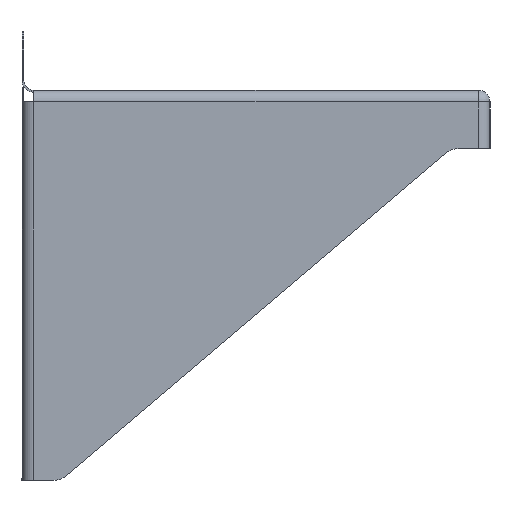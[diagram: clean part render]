
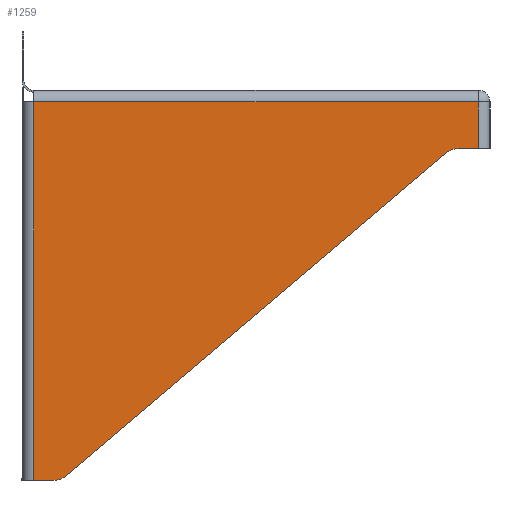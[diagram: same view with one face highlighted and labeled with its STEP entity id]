
A CAD part, left-side view. The second image highlights one B-rep face of the part: STEP entity #1259.
In plain terms, the highlighted planar face has unit normal (-1, 0, 0).
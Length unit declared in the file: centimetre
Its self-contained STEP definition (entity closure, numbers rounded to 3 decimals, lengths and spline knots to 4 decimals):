
#75=PLANE('',#1404);
#176=LINE('',#2098,#295);
#179=LINE('',#2108,#298);
#187=LINE('',#2132,#306);
#188=LINE('',#2135,#307);
#189=LINE('',#2137,#308);
#190=LINE('',#2138,#309);
#295=VECTOR('',#1725,1.);
#298=VECTOR('',#1738,1.);
#306=VECTOR('',#1762,1.);
#307=VECTOR('',#1765,1.);
#308=VECTOR('',#1766,1.);
#309=VECTOR('',#1767,1.);
#412=FACE_OUTER_BOUND('',#497,.T.);
#497=EDGE_LOOP('',(#1135,#1136,#1137,#1138,#1139,#1140,#1141,#1142));
#559=CIRCLE('',#1398,1.27);
#561=CIRCLE('',#1402,1.27);
#649=VERTEX_POINT('',#2088);
#650=VERTEX_POINT('',#2092);
#652=VERTEX_POINT('',#2106);
#654=VERTEX_POINT('',#2112);
#659=VERTEX_POINT('',#2126);
#660=VERTEX_POINT('',#2127);
#661=VERTEX_POINT('',#2134);
#662=VERTEX_POINT('',#2136);
#806=EDGE_CURVE('',#649,#650,#176,.T.);
#811=EDGE_CURVE('',#650,#652,#179,.T.);
#814=EDGE_CURVE('',#654,#652,#559,.T.);
#820=EDGE_CURVE('',#659,#660,#561,.T.);
#823=EDGE_CURVE('',#654,#660,#187,.T.);
#824=EDGE_CURVE('',#659,#661,#188,.T.);
#825=EDGE_CURVE('',#661,#662,#189,.T.);
#826=EDGE_CURVE('',#662,#649,#190,.T.);
#1135=ORIENTED_EDGE('',*,*,#806,.T.);
#1136=ORIENTED_EDGE('',*,*,#811,.T.);
#1137=ORIENTED_EDGE('',*,*,#814,.F.);
#1138=ORIENTED_EDGE('',*,*,#823,.T.);
#1139=ORIENTED_EDGE('',*,*,#820,.F.);
#1140=ORIENTED_EDGE('',*,*,#824,.T.);
#1141=ORIENTED_EDGE('',*,*,#825,.T.);
#1142=ORIENTED_EDGE('',*,*,#826,.T.);
#1259=ADVANCED_FACE('',(#412),#75,.T.);
#1398=AXIS2_PLACEMENT_3D('',#2114,#1744,#1745);
#1402=AXIS2_PLACEMENT_3D('',#2128,#1756,#1757);
#1404=AXIS2_PLACEMENT_3D('',#2133,#1763,#1764);
#1725=DIRECTION('',(0.,0.,-1.));
#1738=DIRECTION('',(0.,-1.,0.));
#1744=DIRECTION('center_axis',(1.,0.,0.));
#1745=DIRECTION('ref_axis',(0.,-0.345,-0.939));
#1756=DIRECTION('center_axis',(-1.,0.,0.));
#1757=DIRECTION('ref_axis',(0.,0.345,0.939));
#1762=DIRECTION('',(0.,-0.762,0.648));
#1763=DIRECTION('center_axis',(-1.,0.,0.));
#1764=DIRECTION('ref_axis',(0.,0.,
1.));
#1765=DIRECTION('',(0.,-1.,0.));
#1766=DIRECTION('',(0.,0.,1.));
#1767=DIRECTION('',(0.,1.,0.));
#2088=CARTESIAN_POINT('',(-45.72,-0.7569,-0.7569));
#2092=CARTESIAN_POINT('',(-45.72,-0.7569,-25.4));
#2098=CARTESIAN_POINT('',(-45.72,-0.7569,-1.2498));
#2106=CARTESIAN_POINT('',(-45.72,-2.0732,-25.4));
#2108=CARTESIAN_POINT('',(-45.72,0.,-25.4));
#2112=CARTESIAN_POINT('',(-45.72,-2.8957,-25.0977));
#2114=CARTESIAN_POINT('Origin',(-45.72,-2.0732,-24.13));
#2126=CARTESIAN_POINT('',(-45.72,-28.4068,-3.81));
#2127=CARTESIAN_POINT('',(-45.72,-27.5843,-4.1123));
#2128=CARTESIAN_POINT('Origin',(-45.72,-28.4068,-5.08));
#2132=CARTESIAN_POINT('',(-45.72,-2.54,-25.4));
#2133=CARTESIAN_POINT('Origin',(-45.72,-15.24,-1.7426));
#2134=CARTESIAN_POINT('',(-45.72,-29.7231,-3.81));
#2135=CARTESIAN_POINT('',(-45.72,0.,-3.81));
#2136=CARTESIAN_POINT('',(-45.72,-29.7231,-0.7569));
#2137=CARTESIAN_POINT('',(-45.72,-29.7231,-0.7089));
#2138=CARTESIAN_POINT('',(-45.72,-15.24,-0.7569));
